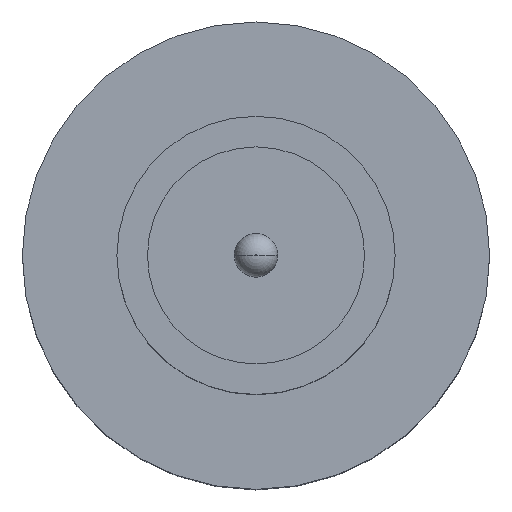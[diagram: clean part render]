
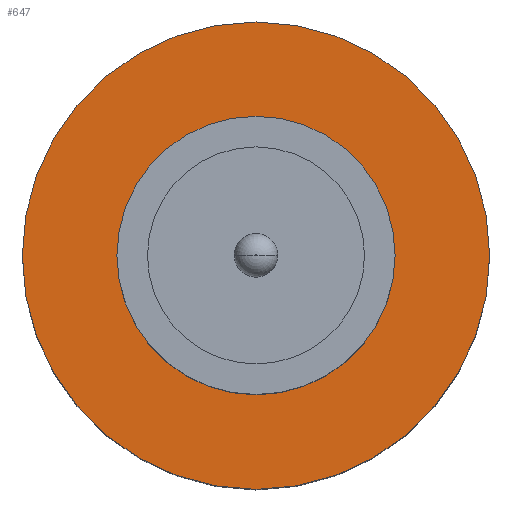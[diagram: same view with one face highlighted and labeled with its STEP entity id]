
A CAD part, top view. The second image highlights one B-rep face of the part: STEP entity #647.
In plain terms, the highlighted planar face has unit normal (0, 0, 1).
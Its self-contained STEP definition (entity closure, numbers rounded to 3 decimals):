
#54 = ORIENTED_EDGE ( 'NONE', *, *, #116, .F. ) ;
#63 = CARTESIAN_POINT ( 'NONE',  ( 1.25, 0., 1.55 ) ) ;
#73 = CARTESIAN_POINT ( 'NONE',  ( 2.1, 0., 1.55 ) ) ;
#80 = VERTEX_POINT ( 'NONE', #73 ) ;
#116 = EDGE_CURVE ( 'NONE', #497, #142, #669, .T. ) ;
#120 = EDGE_LOOP ( 'NONE', ( #54, #745 ) ) ;
#142 = VERTEX_POINT ( 'NONE', #796 ) ;
#144 = DIRECTION ( 'NONE',  ( 0., 0., 1. ) ) ;
#169 = CARTESIAN_POINT ( 'NONE',  ( 0., 0., 1.55 ) ) ;
#190 = DIRECTION ( 'NONE',  ( 1., 0., 0. ) ) ;
#193 = CIRCLE ( 'NONE', #610, 1.25 ) ;
#255 = AXIS2_PLACEMENT_3D ( 'NONE', #860, #491, #431 ) ;
#267 = ORIENTED_EDGE ( 'NONE', *, *, #379, .T. ) ;
#288 = DIRECTION ( 'NONE',  ( 1., 0., 0. ) ) ;
#332 = VERTEX_POINT ( 'NONE', #584 ) ;
#337 = FACE_BOUND ( 'NONE', #120, .T. ) ;
#343 = PLANE ( 'NONE',  #567 ) ;
#379 = EDGE_CURVE ( 'NONE', #80, #332, #691, .T. ) ;
#413 = FACE_OUTER_BOUND ( 'NONE', #855, .T. ) ;
#416 = CARTESIAN_POINT ( 'NONE',  ( 0., 0., 1.55 ) ) ;
#431 = DIRECTION ( 'NONE',  ( 1., 0., 0. ) ) ;
#458 = DIRECTION ( 'NONE',  ( 0., 0., 1. ) ) ;
#469 = DIRECTION ( 'NONE',  ( 0., 0., 1. ) ) ;
#487 = DIRECTION ( 'NONE',  ( 1., 0., 0. ) ) ;
#491 = DIRECTION ( 'NONE',  ( 0., 0., 1. ) ) ;
#497 = VERTEX_POINT ( 'NONE', #63 ) ;
#521 = EDGE_CURVE ( 'NONE', #332, #80, #776, .T. ) ;
#567 = AXIS2_PLACEMENT_3D ( 'NONE', #416, #144, #487 ) ;
#584 = CARTESIAN_POINT ( 'NONE',  ( -2.1, 0., 1.55 ) ) ;
#610 = AXIS2_PLACEMENT_3D ( 'NONE', #169, #709, #288 ) ;
#615 = DIRECTION ( 'NONE',  ( 1., 0., 0. ) ) ;
#647 = ADVANCED_FACE ( 'NONE', ( #337, #413 ), #343, .T. ) ;
#669 = CIRCLE ( 'NONE', #255, 1.25 ) ;
#691 = CIRCLE ( 'NONE', #821, 2.1 ) ;
#709 = DIRECTION ( 'NONE',  ( 0., 0., 1. ) ) ;
#726 = EDGE_CURVE ( 'NONE', #142, #497, #193, .T. ) ;
#736 = CARTESIAN_POINT ( 'NONE',  ( 0., 0., 1.55 ) ) ;
#745 = ORIENTED_EDGE ( 'NONE', *, *, #726, .F. ) ;
#776 = CIRCLE ( 'NONE', #894, 2.1 ) ;
#796 = CARTESIAN_POINT ( 'NONE',  ( -1.25, 0., 1.55 ) ) ;
#821 = AXIS2_PLACEMENT_3D ( 'NONE', #736, #458, #190 ) ;
#845 = ORIENTED_EDGE ( 'NONE', *, *, #521, .T. ) ;
#855 = EDGE_LOOP ( 'NONE', ( #845, #267 ) ) ;
#860 = CARTESIAN_POINT ( 'NONE',  ( 0., 0., 1.55 ) ) ;
#894 = AXIS2_PLACEMENT_3D ( 'NONE', #903, #469, #615 ) ;
#903 = CARTESIAN_POINT ( 'NONE',  ( 0., 0., 1.55 ) ) ;
